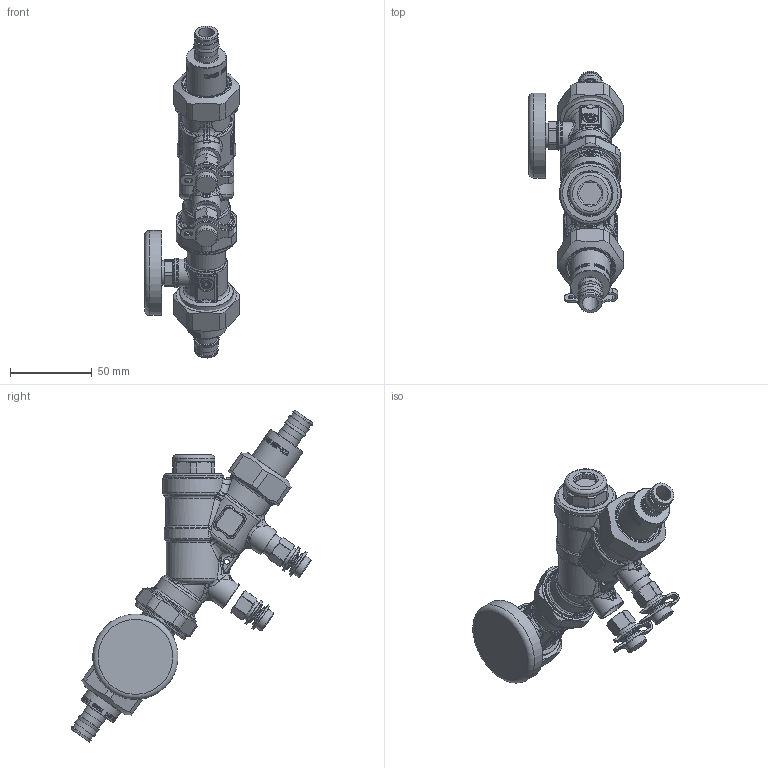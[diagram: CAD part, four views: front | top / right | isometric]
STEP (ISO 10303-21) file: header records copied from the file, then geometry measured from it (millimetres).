
FILE_DESCRIPTION(/* description */ (''),/* implementation_level */ '2;1');
FILE_NAME(/* name */ '128443AFC_Simplify_1.stp',/* time_stamp */ '2025-07-21T11:13:44-05:00',/* author */ ('ischreiner'),/* organization */ (''),/* preprocessor_version */ 'ST-DEVELOPER v20',/* originating_system */ 'Autodesk Inventor 2025',/* authorisation */ '');
FILE_SCHEMA (('AUTOMOTIVE_DESIGN { 1 0 10303 214 3 1 1 }'));
Products named in the file (1): 128443AFC_Simplify_1
Bounding box: 58.22 x 148.39 x 203.66 mm (x, y, z)
Volume: 227208.6 mm3; surface area: 60272 mm2
Topology: 8 solids, 8 shells, 2575 faces, 6513 edges, 4002 vertices
Faces by surface type: bspline 1274, plane 654, cylinder 404, cone 114, torus 87, sphere 42
Full cylindrical faces by diameter (mm): 3 x1, 8 x2, 9.906 x2, 11.5 x2, 12 x4, 12.2 x2, 13.284 x4, 13.5 x6, 13.9 x2, 14.097 x2, 14.605 x2, 15.24 x1, 15.875 x1, 17 x1, 17.5 x2, 18 x1, 19.939 x1, 20.091 x2, 20.6 x1, 20.701 x1, 22 x1, 23.5 x1, 24 x1, 24.384 x2, 25.8 x1, 25.908 x1, 26.924 x2, 27.686 x1, 29.5 x1, 29.515 x1
Entity records: 203371 total; most frequent: CARTESIAN_POINT 146659, ORIENTED_EDGE 12880, DIRECTION 8490, EDGE_CURVE 6440, VERTEX_POINT 4002, AXIS2_PLACEMENT_3D 3239, EDGE_LOOP 2722, STYLED_ITEM 2583
